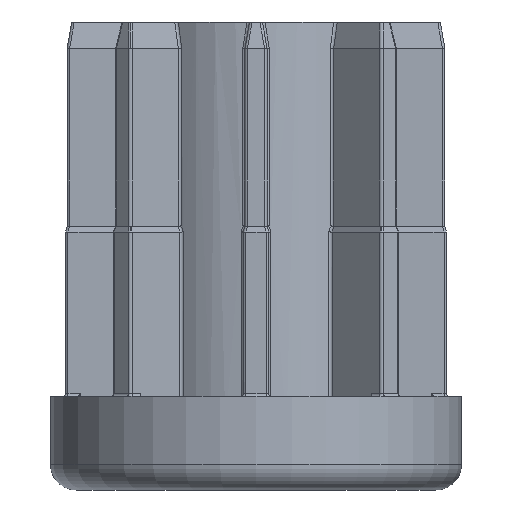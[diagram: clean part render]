
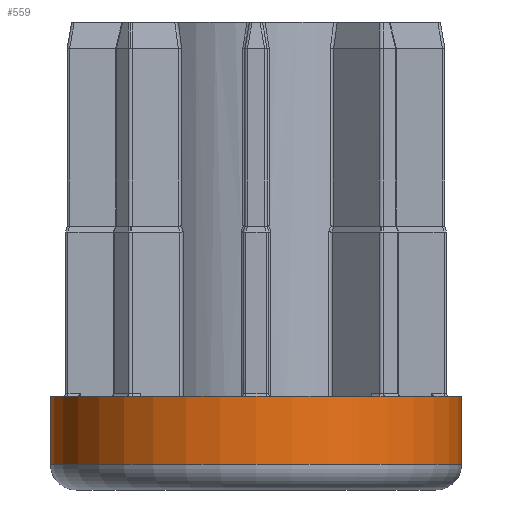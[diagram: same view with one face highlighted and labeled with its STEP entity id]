
A CAD part, front view. The second image highlights one B-rep face of the part: STEP entity #559.
In plain terms, the highlighted cylindrical face has radius 24.15 mm (diameter 48.3 mm), a partial arc.
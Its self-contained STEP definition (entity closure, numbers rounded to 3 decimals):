
#328 = VECTOR ( 'NONE', #8648, 1000. ) ;
#345 = LINE ( 'NONE', #1140, #328 ) ;
#545 = DIRECTION ( 'NONE',  ( 0., 0., -1. ) ) ;
#559 = ADVANCED_FACE ( 'NONE', ( #6166 ), #4935, .T. ) ;
#787 = CIRCLE ( 'NONE', #7026, 24.15 ) ;
#964 = EDGE_CURVE ( 'NONE', #6507, #7561, #345, .T. ) ;
#1140 = CARTESIAN_POINT ( 'NONE',  ( 24.15, 0., 11. ) ) ;
#1362 = EDGE_CURVE ( 'NONE', #3435, #6507, #5597, .T. ) ;
#1537 = LINE ( 'NONE', #6013, #4429 ) ;
#1605 = ORIENTED_EDGE ( 'NONE', *, *, #5183, .T. ) ;
#2336 = CARTESIAN_POINT ( 'NONE',  ( 24.15, 0., 11. ) ) ;
#2358 = EDGE_CURVE ( 'NONE', #4293, #7561, #787, .T. ) ;
#3435 = VERTEX_POINT ( 'NONE', #7191 ) ;
#4293 = VERTEX_POINT ( 'NONE', #10417 ) ;
#4429 = VECTOR ( 'NONE', #545, 1000. ) ;
#4935 = CYLINDRICAL_SURFACE ( 'NONE', #8827, 24.15 ) ;
#5038 = ORIENTED_EDGE ( 'NONE', *, *, #1362, .F. ) ;
#5183 = EDGE_CURVE ( 'NONE', #3435, #4293, #1537, .T. ) ;
#5193 = DIRECTION ( 'NONE',  ( 0., 0., 1. ) ) ;
#5597 = CIRCLE ( 'NONE', #8059, 24.15 ) ;
#6013 = CARTESIAN_POINT ( 'NONE',  ( -24.15, 0., 11. ) ) ;
#6166 = FACE_OUTER_BOUND ( 'NONE', #11464, .T. ) ;
#6302 = DIRECTION ( 'NONE',  ( 0., 0., 1. ) ) ;
#6507 = VERTEX_POINT ( 'NONE', #2336 ) ;
#7026 = AXIS2_PLACEMENT_3D ( 'NONE', #11267, #5193, #12197 ) ;
#7191 = CARTESIAN_POINT ( 'NONE',  ( -24.15, 0., 11. ) ) ;
#7561 = VERTEX_POINT ( 'NONE', #8471 ) ;
#8059 = AXIS2_PLACEMENT_3D ( 'NONE', #12182, #6302, #13109 ) ;
#8292 = DIRECTION ( 'NONE',  ( 0., 0., -1. ) ) ;
#8471 = CARTESIAN_POINT ( 'NONE',  ( 24.15, 0., 3. ) ) ;
#8648 = DIRECTION ( 'NONE',  ( 0., 0., -1. ) ) ;
#8827 = AXIS2_PLACEMENT_3D ( 'NONE', #13003, #8292, #11112 ) ;
#10417 = CARTESIAN_POINT ( 'NONE',  ( -24.15, 0., 3. ) ) ;
#11112 = DIRECTION ( 'NONE',  ( -1., 0., 0. ) ) ;
#11267 = CARTESIAN_POINT ( 'NONE',  ( 0., 0., 3. ) ) ;
#11464 = EDGE_LOOP ( 'NONE', ( #12823, #5038, #1605, #12232 ) ) ;
#12182 = CARTESIAN_POINT ( 'NONE',  ( 0., 0., 11. ) ) ;
#12197 = DIRECTION ( 'NONE',  ( 1., 0., 0. ) ) ;
#12232 = ORIENTED_EDGE ( 'NONE', *, *, #2358, .T. ) ;
#12823 = ORIENTED_EDGE ( 'NONE', *, *, #964, .F. ) ;
#13003 = CARTESIAN_POINT ( 'NONE',  ( 0., 0., 11. ) ) ;
#13109 = DIRECTION ( 'NONE',  ( 1., 0., 0. ) ) ;
